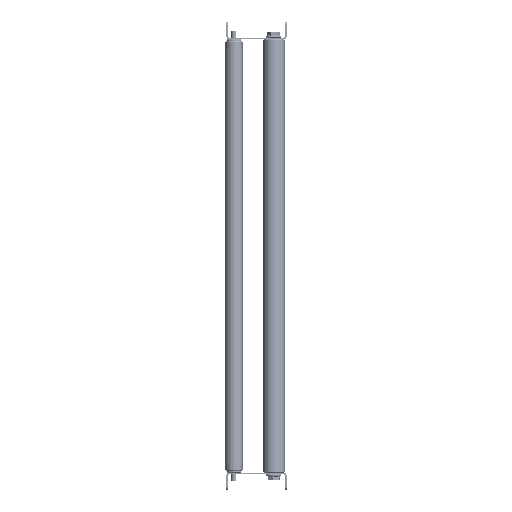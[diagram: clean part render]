
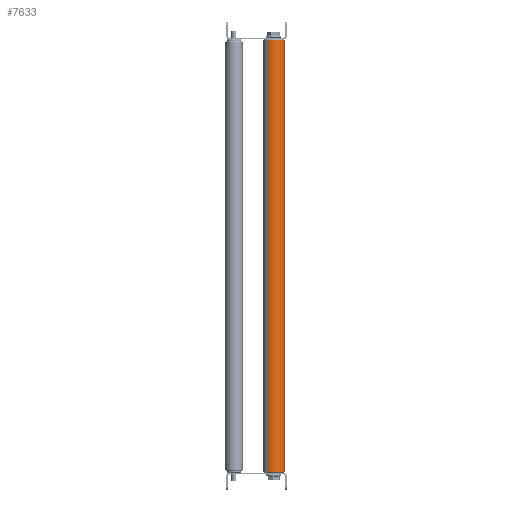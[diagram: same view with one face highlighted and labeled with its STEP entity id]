
A CAD part, left-side view. The second image highlights one B-rep face of the part: STEP entity #7633.
In plain terms, the highlighted cylindrical face has radius 12.5 mm (diameter 25 mm), a partial arc.
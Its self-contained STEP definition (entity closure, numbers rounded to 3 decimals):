
#1037 = CARTESIAN_POINT ( 'NONE',  ( 1., 0., 0. ) ) ;
#1703 = VERTEX_POINT ( 'NONE', #3173 ) ;
#1886 = EDGE_CURVE ( 'NONE', #1703, #17154, #9016, .T. ) ;
#1940 = DIRECTION ( 'NONE',  ( 0., 0., -1. ) ) ;
#2828 = VERTEX_POINT ( 'NONE', #17453 ) ;
#3173 = CARTESIAN_POINT ( 'NONE',  ( 499., 0., 12.5 ) ) ;
#3717 = EDGE_CURVE ( 'NONE', #17154, #17201, #11405, .T. ) ;
#4303 = ORIENTED_EDGE ( 'NONE', *, *, #15366, .T. ) ;
#4761 = EDGE_CURVE ( 'NONE', #1703, #2828, #20349, .T. ) ;
#6150 = AXIS2_PLACEMENT_3D ( 'NONE', #18184, #19507, #16275 ) ;
#6759 = AXIS2_PLACEMENT_3D ( 'NONE', #1037, #18271, #19815 ) ;
#7633 = ADVANCED_FACE ( 'NONE', ( #9490 ), #11385, .T. ) ;
#7930 = AXIS2_PLACEMENT_3D ( 'NONE', #10374, #17166, #1940 ) ;
#7944 = VECTOR ( 'NONE', #13660, 1000. ) ;
#8023 = VECTOR ( 'NONE', #14957, 1000. ) ;
#8536 = CIRCLE ( 'NONE', #6759, 12.5 ) ;
#9016 = CIRCLE ( 'NONE', #7930, 12.5 ) ;
#9490 = FACE_OUTER_BOUND ( 'NONE', #10284, .T. ) ;
#9989 = ORIENTED_EDGE ( 'NONE', *, *, #3717, .T. ) ;
#10107 = CARTESIAN_POINT ( 'NONE',  ( 500., 0., 12.5 ) ) ;
#10284 = EDGE_LOOP ( 'NONE', ( #16243, #9989, #4303, #21639 ) ) ;
#10374 = CARTESIAN_POINT ( 'NONE',  ( 499., 0., 0. ) ) ;
#11385 = CYLINDRICAL_SURFACE ( 'NONE', #6150, 12.5 ) ;
#11405 = LINE ( 'NONE', #16637, #8023 ) ;
#13660 = DIRECTION ( 'NONE',  ( -1., 0., 0. ) ) ;
#14456 = CARTESIAN_POINT ( 'NONE',  ( 499., 0., -12.5 ) ) ;
#14891 = CARTESIAN_POINT ( 'NONE',  ( 1., 0., -12.5 ) ) ;
#14957 = DIRECTION ( 'NONE',  ( -1., 0., 0. ) ) ;
#15366 = EDGE_CURVE ( 'NONE', #17201, #2828, #8536, .T. ) ;
#16243 = ORIENTED_EDGE ( 'NONE', *, *, #1886, .T. ) ;
#16275 = DIRECTION ( 'NONE',  ( 0., 0., 1. ) ) ;
#16637 = CARTESIAN_POINT ( 'NONE',  ( 500., 0., -12.5 ) ) ;
#17154 = VERTEX_POINT ( 'NONE', #14456 ) ;
#17166 = DIRECTION ( 'NONE',  ( -1., 0., 0. ) ) ;
#17201 = VERTEX_POINT ( 'NONE', #14891 ) ;
#17453 = CARTESIAN_POINT ( 'NONE',  ( 1., 0., 12.5 ) ) ;
#18184 = CARTESIAN_POINT ( 'NONE',  ( 500., 0., 0. ) ) ;
#18271 = DIRECTION ( 'NONE',  ( 1., 0., 0. ) ) ;
#19507 = DIRECTION ( 'NONE',  ( -1., 0., 0. ) ) ;
#19815 = DIRECTION ( 'NONE',  ( 0., 0., -1. ) ) ;
#20349 = LINE ( 'NONE', #10107, #7944 ) ;
#21639 = ORIENTED_EDGE ( 'NONE', *, *, #4761, .F. ) ;
